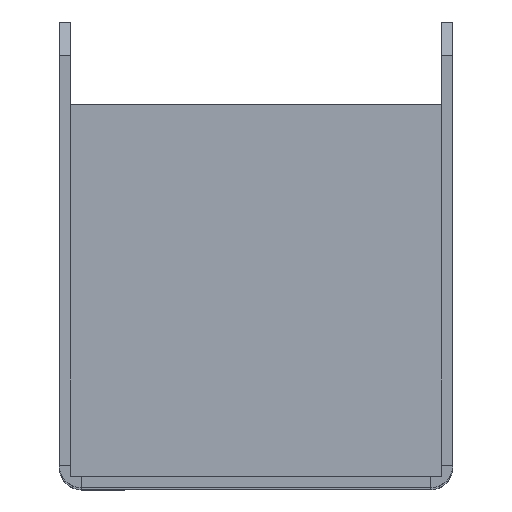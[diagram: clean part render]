
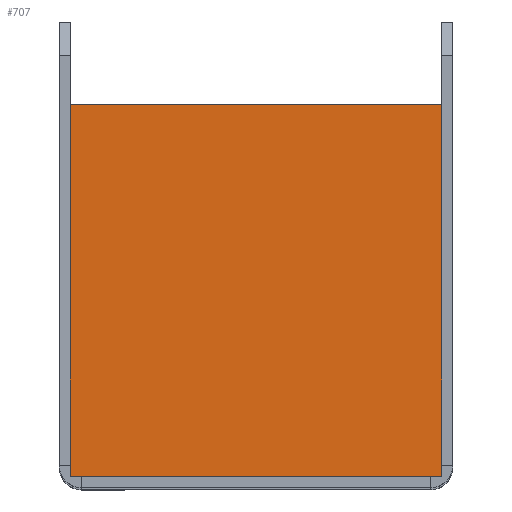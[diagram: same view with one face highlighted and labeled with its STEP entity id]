
A CAD part, top view. The second image highlights one B-rep face of the part: STEP entity #707.
In plain terms, the highlighted planar face has unit normal (0, 0, 1).
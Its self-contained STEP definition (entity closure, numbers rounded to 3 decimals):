
#93=FACE_OUTER_BOUND('',#133,.T.);
#133=EDGE_LOOP('',(#521,#522,#523,#524));
#199=LINE('',#1057,#271);
#202=LINE('',#1063,#274);
#205=LINE('',#1069,#277);
#208=LINE('',#1073,#280);
#271=VECTOR('',#842,212.725);
#274=VECTOR('',#847,212.725);
#277=VECTOR('',#852,212.725);
#280=VECTOR('',#857,212.725);
#339=VERTEX_POINT('',#1054);
#340=VERTEX_POINT('',#1056);
#342=VERTEX_POINT('',#1062);
#344=VERTEX_POINT('',#1068);
#403=EDGE_CURVE('',#340,#339,#199,.T.);
#406=EDGE_CURVE('',#342,#340,#202,.T.);
#409=EDGE_CURVE('',#344,#342,#205,.T.);
#412=EDGE_CURVE('',#339,#344,#208,.T.);
#521=ORIENTED_EDGE('',*,*,#412,.T.);
#522=ORIENTED_EDGE('',*,*,#409,.T.);
#523=ORIENTED_EDGE('',*,*,#406,.T.);
#524=ORIENTED_EDGE('',*,*,#403,.T.);
#674=PLANE('',#755);
#707=ADVANCED_FACE('',(#93),#674,.T.);
#755=AXIS2_PLACEMENT_3D('',#1074,#858,#859);
#842=DIRECTION('',(0.,-1.,0.));
#847=DIRECTION('',(-1.,0.,0.));
#852=DIRECTION('',(0.,1.,0.));
#857=DIRECTION('',(1.,0.,0.));
#858=DIRECTION('center_axis',(0.,0.,1.));
#859=DIRECTION('ref_axis',(1.,0.,0.));
#1054=CARTESIAN_POINT('',(0.,0.,1066.8));
#1056=CARTESIAN_POINT('',(0.,212.725,1066.8));
#1057=CARTESIAN_POINT('',(0.,212.725,1066.8));
#1062=CARTESIAN_POINT('',(212.725,212.725,1066.8));
#1063=CARTESIAN_POINT('',(212.725,212.725,1066.8));
#1068=CARTESIAN_POINT('',(212.725,0.,1066.8));
#1069=CARTESIAN_POINT('',(212.725,0.,1066.8));
#1073=CARTESIAN_POINT('',(0.,0.,1066.8));
#1074=CARTESIAN_POINT('Origin',(106.363,106.363,1066.8));
